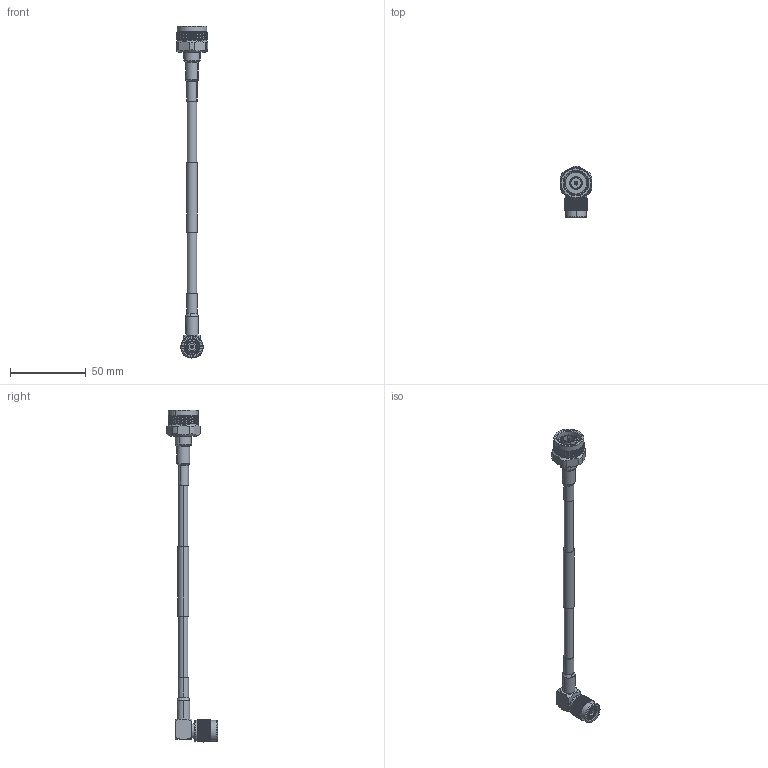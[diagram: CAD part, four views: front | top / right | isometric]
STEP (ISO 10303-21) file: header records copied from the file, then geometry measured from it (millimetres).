
FILE_DESCRIPTION (( 'STEP AP214' ), '1' );
FILE_NAME ('FMC00478.step', '2021-04-29T22:04:36', ( '' ), ( '' ), 'SwSTEP 2.0', 'SolidWorks 2020', '' );
FILE_SCHEMA (( 'AUTOMOTIVE_DESIGN' ));
Length unit declared in the file: inch
Products named in the file (5): Center label^FMC00478; LMR-240-UF^FMC00478_LMR-240; FMCN1422^FMC00478_Heat Shrink; TC-240-NMH-X^FMC00478_Heat Shrink; FMC00478
Assembly tree (4 placements, depth 2):
  FMC00478
    LMR-240-UF^FMC00478_LMR-240
    TC-240-NMH-X^FMC00478_Heat Shrink
    Center label^FMC00478
    FMCN1422^FMC00478_Heat Shrink
Bounding box: 20.62 x 33.61 x 218.75 mm (x, y, z)
Volume: 15333.3 mm3; surface area: 11749.5 mm2
Topology: 6 solids, 6 shells, 5070 faces, 10907 edges, 5864 vertices
Faces by surface type: bspline 3692, cylinder 1081, plane 185, cone 104, torus 8
Entity records: 183528 total; most frequent: CARTESIAN_POINT 115204, ORIENTED_EDGE 21814, EDGE_CURVE 10907, VERTEX_POINT 5864, EDGE_LOOP 5085, ADVANCED_FACE 5070, FACE_OUTER_BOUND 5070, DIRECTION 4625
